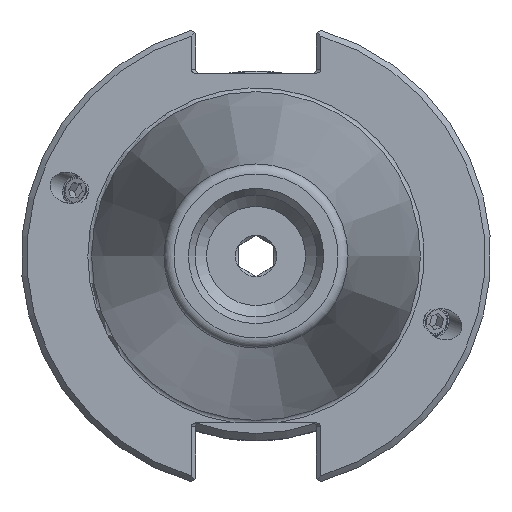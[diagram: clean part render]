
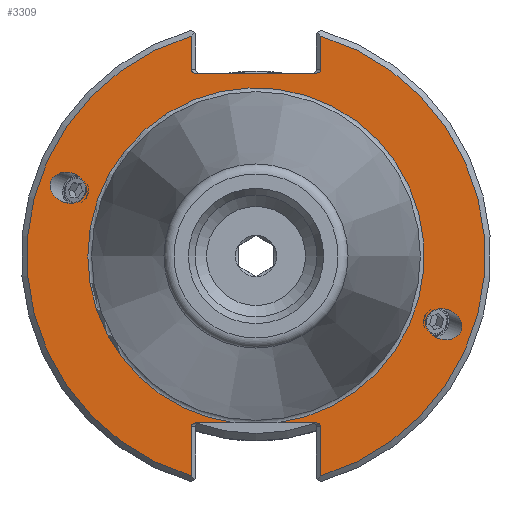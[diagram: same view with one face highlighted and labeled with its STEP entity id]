
A CAD part, left-side view. The second image highlights one B-rep face of the part: STEP entity #3309.
In plain terms, the highlighted planar face has unit normal (-1, 0, 0).
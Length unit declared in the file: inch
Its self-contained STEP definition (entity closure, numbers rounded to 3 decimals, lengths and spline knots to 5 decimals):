
#144=LINE('',#5071,#314);
#150=LINE('',#5099,#320);
#151=LINE('',#5103,#321);
#152=LINE('',#5107,#322);
#153=LINE('',#5112,#323);
#154=LINE('',#5116,#324);
#155=LINE('',#5119,#325);
#314=VECTOR('',#4035,0.63343);
#320=VECTOR('',#4049,0.205);
#321=VECTOR('',#4052,0.2622);
#322=VECTOR('',#4055,0.1782);
#323=VECTOR('',#4060,0.1782);
#324=VECTOR('',#4063,0.2622);
#325=VECTOR('',#4066,0.205);
#631=PLANE('',#3573);
#742=CIRCLE('',#3571,0.895);
#744=CIRCLE('',#3575,1.22);
#745=CIRCLE('',#3578,1.22);
#881=FACE_BOUND('',#1235,.T.);
#882=FACE_BOUND('',#1236,.T.);
#934=ELLIPSE('',#3523,0.09853,0.08071);
#935=ELLIPSE('',#3531,0.09853,0.08071);
#940=ELLIPSE('',#3574,0.02828,0.02);
#941=ELLIPSE('',#3576,0.02828,0.02);
#942=ELLIPSE('',#3577,0.02828,0.02);
#943=ELLIPSE('',#3579,0.02828,0.02);
#985=FACE_OUTER_BOUND('',#1234,.T.);
#1234=EDGE_LOOP('',(#2402,#2403,#2404,#2405,#2406,#2407,#2408,#2409,#2410,
#2411,#2412,#2413,#2414,#2415));
#1235=EDGE_LOOP('',(#2416));
#1236=EDGE_LOOP('',(#2417));
#1537=VERTEX_POINT('',#4969);
#1540=VERTEX_POINT('',#4980);
#1570=VERTEX_POINT('',#5067);
#1572=VERTEX_POINT('',#5070);
#1576=VERTEX_POINT('',#5081);
#1577=VERTEX_POINT('',#5082);
#1579=VERTEX_POINT('',#5098);
#1580=VERTEX_POINT('',#5100);
#1581=VERTEX_POINT('',#5102);
#1582=VERTEX_POINT('',#5104);
#1583=VERTEX_POINT('',#5106);
#1584=VERTEX_POINT('',#5109);
#1585=VERTEX_POINT('',#5111);
#1586=VERTEX_POINT('',#5113);
#1587=VERTEX_POINT('',#5115);
#1588=VERTEX_POINT('',#5117);
#1860=EDGE_CURVE('',#1537,#1537,#934,.T.);
#1863=EDGE_CURVE('',#1540,#1540,#935,.T.);
#1895=EDGE_CURVE('',#1570,#1572,#144,.T.);
#1902=EDGE_CURVE('',#1576,#1577,#742,.T.);
#1904=EDGE_CURVE('',#1579,#1576,#150,.T.);
#1905=EDGE_CURVE('',#1580,#1579,#940,.T.);
#1906=EDGE_CURVE('',#1581,#1580,#151,.T.);
#1907=EDGE_CURVE('',#1582,#1581,#744,.T.);
#1908=EDGE_CURVE('',#1583,#1582,#152,.T.);
#1909=EDGE_CURVE('',#1572,#1583,#941,.T.);
#1910=EDGE_CURVE('',#1584,#1570,#942,.T.);
#1911=EDGE_CURVE('',#1585,#1584,#153,.T.);
#1912=EDGE_CURVE('',#1586,#1585,#745,.T.);
#1913=EDGE_CURVE('',#1587,#1586,#154,.T.);
#1914=EDGE_CURVE('',#1588,#1587,#943,.T.);
#1915=EDGE_CURVE('',#1577,#1588,#155,.T.);
#2402=ORIENTED_EDGE('',*,*,#1902,.F.);
#2403=ORIENTED_EDGE('',*,*,#1904,.F.);
#2404=ORIENTED_EDGE('',*,*,#1905,.F.);
#2405=ORIENTED_EDGE('',*,*,#1906,.F.);
#2406=ORIENTED_EDGE('',*,*,#1907,.F.);
#2407=ORIENTED_EDGE('',*,*,#1908,.F.);
#2408=ORIENTED_EDGE('',*,*,#1909,.F.);
#2409=ORIENTED_EDGE('',*,*,#1895,.F.);
#2410=ORIENTED_EDGE('',*,*,#1910,.F.);
#2411=ORIENTED_EDGE('',*,*,#1911,.F.);
#2412=ORIENTED_EDGE('',*,*,#1912,.F.);
#2413=ORIENTED_EDGE('',*,*,#1913,.F.);
#2414=ORIENTED_EDGE('',*,*,#1914,.F.);
#2415=ORIENTED_EDGE('',*,*,#1915,.F.);
#2416=ORIENTED_EDGE('',*,*,#1860,.T.);
#2417=ORIENTED_EDGE('',*,*,#1863,.T.);
#3309=ADVANCED_FACE('',(#985,#881,#882),#631,.T.);
#3523=AXIS2_PLACEMENT_3D('',#4970,#3933,#3934);
#3531=AXIS2_PLACEMENT_3D('',#4981,#3949,#3950);
#3571=AXIS2_PLACEMENT_3D('',#5094,#4043,#4044);
#3573=AXIS2_PLACEMENT_3D('',#5097,#4047,#4048);
#3574=AXIS2_PLACEMENT_3D('',#5101,#4050,#4051);
#3575=AXIS2_PLACEMENT_3D('',#5105,#4053,#4054);
#3576=AXIS2_PLACEMENT_3D('',#5108,#4056,#4057);
#3577=AXIS2_PLACEMENT_3D('',#5110,#4058,#4059);
#3578=AXIS2_PLACEMENT_3D('',#5114,#4061,#4062);
#3579=AXIS2_PLACEMENT_3D('',#5118,#4064,#4065);
#3933=DIRECTION('center_axis',(1.,0.,0.));
#3934=DIRECTION('ref_axis',(0.,-0.94,-0.342));
#3949=DIRECTION('center_axis',(1.,0.,0.));
#3950=DIRECTION('ref_axis',(0.,0.94,0.342));
#4035=DIRECTION('',(0.,-1.,0.));
#4043=DIRECTION('center_axis',(-1.,0.,0.));
#4044=DIRECTION('ref_axis',(0.,-1.,0.));
#4047=DIRECTION('center_axis',(-1.,0.,0.));
#4048=DIRECTION('ref_axis',(0.,0.,1.));
#4049=DIRECTION('',(0.,1.,0.));
#4050=DIRECTION('center_axis',(-1.,0.,0.));
#4051=DIRECTION('ref_axis',(0.,-1.,0.));
#4052=DIRECTION('',(0.,0.,1.));
#4053=DIRECTION('center_axis',(1.,0.,0.));
#4054=DIRECTION('ref_axis',(0.,-1.,0.));
#4055=DIRECTION('',(0.,0.,1.));
#4056=DIRECTION('center_axis',(-1.,0.,0.));
#4057=DIRECTION('ref_axis',(0.,-1.,0.));
#4058=DIRECTION('center_axis',(-1.,0.,0.));
#4059=DIRECTION('ref_axis',(0.,1.,0.));
#4060=DIRECTION('',(0.,0.,-1.));
#4061=DIRECTION('center_axis',(1.,0.,0.));
#4062=DIRECTION('ref_axis',(0.,1.,0.));
#4063=DIRECTION('',(0.,0.,-1.));
#4064=DIRECTION('center_axis',(-1.,0.,0.));
#4065=DIRECTION('ref_axis',(0.,1.,0.));
#4066=DIRECTION('',(0.,1.,0.));
#4969=CARTESIAN_POINT('',(0.125,-0.90631,-0.32987));
#4970=CARTESIAN_POINT('Origin',(0.125,-0.99889,-0.36357));
#4980=CARTESIAN_POINT('',(0.125,0.90631,0.32987));
#4981=CARTESIAN_POINT('Origin',(0.125,0.99889,0.36357));
#5067=CARTESIAN_POINT('',(0.125,0.31672,0.972));
#5070=CARTESIAN_POINT('',(0.125,-0.31672,0.972));
#5071=CARTESIAN_POINT('',(0.125,0.53125,0.972));
#5081=CARTESIAN_POINT('',(0.125,-0.11172,-0.888));
#5082=CARTESIAN_POINT('',(0.125,0.11172,-0.888));
#5094=CARTESIAN_POINT('Origin',(0.125,0.,0.));
#5097=CARTESIAN_POINT('Origin',(0.125,1.0625,0.));
#5098=CARTESIAN_POINT('',(0.125,-0.31672,-0.888));
#5099=CARTESIAN_POINT('',(0.125,0.53125,-0.888));
#5100=CARTESIAN_POINT('',(0.125,-0.345,-0.908));
#5101=CARTESIAN_POINT('Origin',(0.125,-0.31672,-0.908));
#5102=CARTESIAN_POINT('',(0.125,-0.345,-1.1702));
#5103=CARTESIAN_POINT('',(0.125,-0.345,-0.444));
#5104=CARTESIAN_POINT('',(0.125,-0.345,1.1702));
#5105=CARTESIAN_POINT('Origin',(0.125,0.,0.));
#5106=CARTESIAN_POINT('',(0.125,-0.345,0.992));
#5107=CARTESIAN_POINT('',(0.125,-0.345,0.486));
#5108=CARTESIAN_POINT('Origin',(0.125,-0.31672,0.992));
#5109=CARTESIAN_POINT('',(0.125,0.345,0.992));
#5110=CARTESIAN_POINT('Origin',(0.125,0.31672,0.992));
#5111=CARTESIAN_POINT('',(0.125,0.345,1.1702));
#5112=CARTESIAN_POINT('',(0.125,0.345,0.486));
#5113=CARTESIAN_POINT('',(0.125,0.345,-1.1702));
#5114=CARTESIAN_POINT('Origin',(0.125,0.,0.));
#5115=CARTESIAN_POINT('',(0.125,0.345,-0.908));
#5116=CARTESIAN_POINT('',(0.125,0.345,-0.444));
#5117=CARTESIAN_POINT('',(0.125,0.31672,-0.888));
#5118=CARTESIAN_POINT('Origin',(0.125,0.31672,-0.908));
#5119=CARTESIAN_POINT('',(0.125,0.53125,-0.888));
